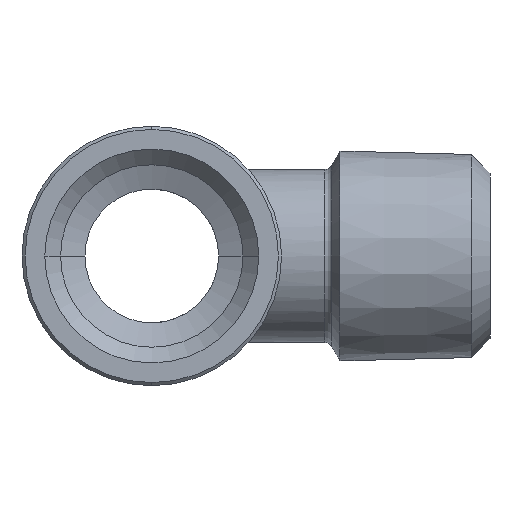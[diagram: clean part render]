
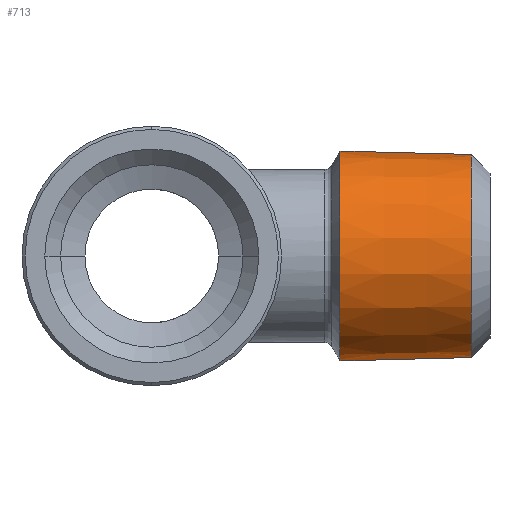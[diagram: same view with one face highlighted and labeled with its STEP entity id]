
A CAD part, left-side view. The second image highlights one B-rep face of the part: STEP entity #713.
In plain terms, the highlighted conical face has half-angle 1.47 degrees and reference radius 6.707 mm.
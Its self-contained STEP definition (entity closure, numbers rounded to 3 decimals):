
#116 = CARTESIAN_POINT ( 'NONE',  ( 0., -20.3, 0. ) ) ;
#117 = DIRECTION ( 'NONE',  ( 0., -1., 0. ) ) ;
#118 = DIRECTION ( 'NONE',  ( 0., 0., -1. ) ) ;
#281 = CARTESIAN_POINT ( 'NONE',  ( 0., -11.964, 0. ) ) ;
#282 = DIRECTION ( 'NONE',  ( 0., 1., 0. ) ) ;
#283 = DIRECTION ( 'NONE',  ( 0., 0., 1. ) ) ;
#386 = EDGE_CURVE ( 'NONE', #3341, #526, #2515, .T. ) ;
#526 = VERTEX_POINT ( 'NONE', #2134 ) ;
#618 = ORIENTED_EDGE ( 'NONE', *, *, #1217, .F. ) ;
#633 = ORIENTED_EDGE ( 'NONE', *, *, #761, .T. ) ;
#639 = ORIENTED_EDGE ( 'NONE', *, *, #759, .F. ) ;
#645 = ORIENTED_EDGE ( 'NONE', *, *, #386, .F. ) ;
#713 = ADVANCED_FACE ( 'NONE', ( #3130 ), #1721, .T. ) ;
#759 = EDGE_CURVE ( 'NONE', #3345, #3341, #1661, .T. ) ;
#761 = EDGE_CURVE ( 'NONE', #3318, #526, #1669, .T. ) ;
#805 = AXIS2_PLACEMENT_3D ( 'NONE', #116, #117, #118 ) ;
#829 = VECTOR ( 'NONE', #1674, 1000. ) ;
#1217 = EDGE_CURVE ( 'NONE', #3318, #3345, #1715, .T. ) ;
#1661 = LINE ( 'NONE', #1666, #2954 ) ;
#1666 = CARTESIAN_POINT ( 'NONE',  ( 0., -10.5, -6.707 ) ) ;
#1667 = CARTESIAN_POINT ( 'NONE',  ( 0., -10.5, 6.707 ) ) ;
#1668 = DIRECTION ( 'NONE',  ( 0., 1., -0.026 ) ) ;
#1669 = LINE ( 'NONE', #1667, #829 ) ;
#1674 = DIRECTION ( 'NONE',  ( 0., 1., 0.026 ) ) ;
#1715 = CIRCLE ( 'NONE', #805, 6.455 ) ;
#1721 = CONICAL_SURFACE ( 'NONE', #1735, 6.707, 0.026 ) ;
#1735 = AXIS2_PLACEMENT_3D ( 'NONE', #3133, #3131, #3127 ) ;
#1744 = EDGE_LOOP ( 'NONE', ( #639, #618, #633, #645 ) ) ;
#2134 = CARTESIAN_POINT ( 'NONE',  ( 0., -11.964, 6.669 ) ) ;
#2515 = CIRCLE ( 'NONE', #2518, 6.669 ) ;
#2518 = AXIS2_PLACEMENT_3D ( 'NONE', #281, #282, #283 ) ;
#2856 = CARTESIAN_POINT ( 'NONE',  ( 0., -20.3, 6.455 ) ) ;
#2879 = CARTESIAN_POINT ( 'NONE',  ( 0., -11.964, -6.669 ) ) ;
#2883 = CARTESIAN_POINT ( 'NONE',  ( 0., -20.3, -6.455 ) ) ;
#2954 = VECTOR ( 'NONE', #1668, 1000. ) ;
#3127 = DIRECTION ( 'NONE',  ( 0., 0., 1. ) ) ;
#3130 = FACE_OUTER_BOUND ( 'NONE', #1744, .T. ) ;
#3131 = DIRECTION ( 'NONE',  ( 0., 1., 0. ) ) ;
#3133 = CARTESIAN_POINT ( 'NONE',  ( 0., -10.5, 0. ) ) ;
#3318 = VERTEX_POINT ( 'NONE', #2856 ) ;
#3341 = VERTEX_POINT ( 'NONE', #2879 ) ;
#3345 = VERTEX_POINT ( 'NONE', #2883 ) ;
